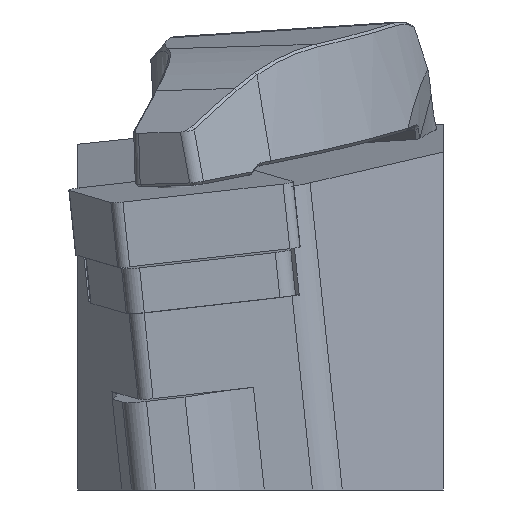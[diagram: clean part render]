
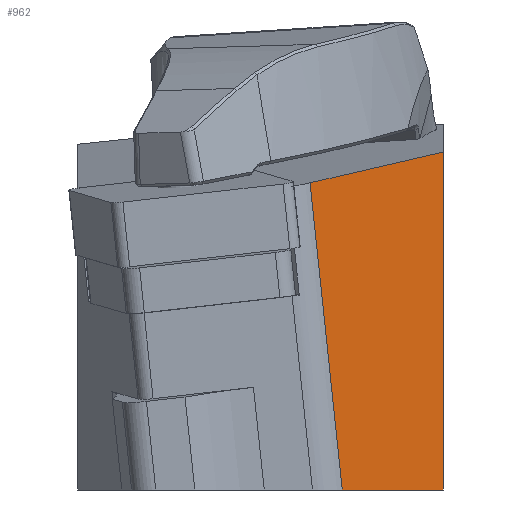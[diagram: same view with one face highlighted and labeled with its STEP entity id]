
A CAD part, left-side view. The second image highlights one B-rep face of the part: STEP entity #962.
In plain terms, the highlighted planar face has unit normal (-0.639, -0.769, 0.013).
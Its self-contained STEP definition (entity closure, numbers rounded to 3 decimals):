
#962=ADVANCED_FACE('',(#1150),#1086,.T.);
#1086=PLANE('',#2885);
#1150=FACE_OUTER_BOUND('',#1275,.T.);
#1275=EDGE_LOOP('',(#1482,#1483,#1484,#1485));
#1482=ORIENTED_EDGE('',*,*,#2280,.F.);
#1483=ORIENTED_EDGE('',*,*,#2298,.F.);
#1484=ORIENTED_EDGE('',*,*,#2256,.F.);
#1485=ORIENTED_EDGE('',*,*,#2275,.T.);
#2047=VERTEX_POINT('',#3610);
#2048=VERTEX_POINT('',#3612);
#2065=VERTEX_POINT('',#3669);
#2067=VERTEX_POINT('',#3677);
#2256=EDGE_CURVE('',#2047,#2048,#2569,.T.);
#2275=EDGE_CURVE('',#2047,#2065,#2581,.T.);
#2280=EDGE_CURVE('',#2067,#2065,#2585,.T.);
#2298=EDGE_CURVE('',#2048,#2067,#2601,.T.);
#2569=LINE('',#3611,#2726);
#2581=LINE('',#3670,#2738);
#2585=LINE('',#3678,#2742);
#2601=LINE('',#3713,#2758);
#2726=VECTOR('',#3084,1.);
#2738=VECTOR('',#3106,1.);
#2742=VECTOR('',#3114,1.);
#2758=VECTOR('',#3144,1.);
#2885=AXIS2_PLACEMENT_3D('',#3714,#3145,#3146);
#3084=DIRECTION('',(-0.021,0.,-1.));
#3106=DIRECTION('',(-0.762,0.631,-0.147));
#3114=DIRECTION('',(-0.105,0.104,0.989));
#3144=DIRECTION('',(-0.769,0.639,0.));
#3145=DIRECTION('',(-0.639,-0.769,0.013));
#3146=DIRECTION('',(-0.769,0.639,0.));
#3610=CARTESIAN_POINT('',(13.853,-5.5,3.578));
#3611=CARTESIAN_POINT('',(14.107,-5.5,15.834));
#3612=CARTESIAN_POINT('',(13.364,-5.5,-20.));
#3669=CARTESIAN_POINT('',(2.635,3.789,1.416));
#3670=CARTESIAN_POINT('',(-35.603,35.455,-5.953));
#3677=CARTESIAN_POINT('',(4.899,1.538,-20.));
#3678=CARTESIAN_POINT('',(4.067,2.365,-12.134));
#3713=CARTESIAN_POINT('',(129.682,-102.211,-20.));
#3714=CARTESIAN_POINT('',(136.071,-106.949,13.306));
